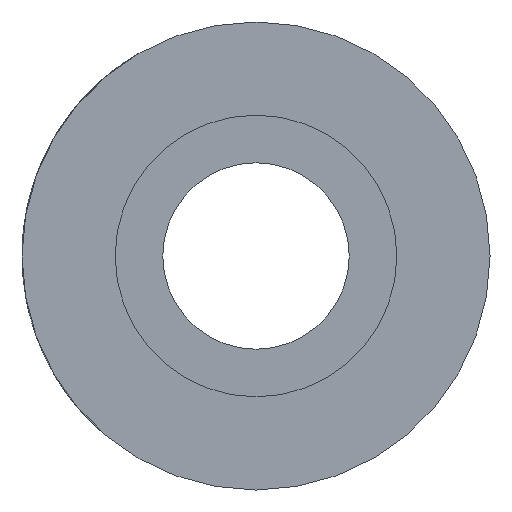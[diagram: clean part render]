
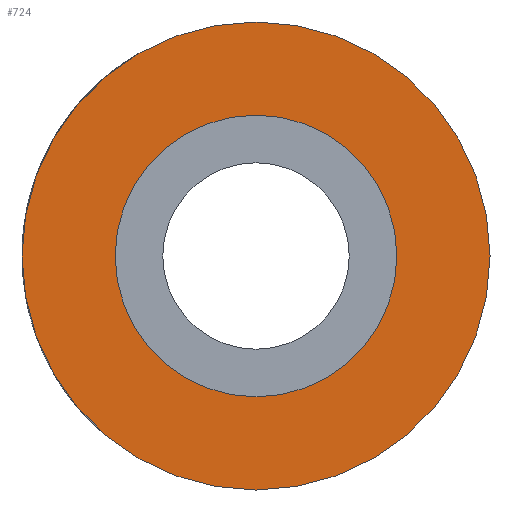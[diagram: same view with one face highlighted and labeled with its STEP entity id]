
A CAD part, left-side view. The second image highlights one B-rep face of the part: STEP entity #724.
In plain terms, the highlighted planar face has unit normal (-1, 0, 0).
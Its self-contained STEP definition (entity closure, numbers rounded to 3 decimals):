
#45 = ORIENTED_EDGE ( 'NONE', *, *, #2212, .F. ) ;
#342 = CARTESIAN_POINT ( 'NONE',  ( 0., 0., 0. ) ) ;
#497 = CARTESIAN_POINT ( 'NONE',  ( 0., 0., 0. ) ) ;
#724 = ADVANCED_FACE ( 'NONE', ( #1922, #4205 ), #7132, .F. ) ;
#1614 = CIRCLE ( 'NONE', #8423, 6.8 ) ;
#1922 = FACE_BOUND ( 'NONE', #2496, .T. ) ;
#2212 = EDGE_CURVE ( 'NONE', #2785, #6161, #7582, .T. ) ;
#2448 = ORIENTED_EDGE ( 'NONE', *, *, #2764, .T. ) ;
#2496 = EDGE_LOOP ( 'NONE', ( #45, #5592 ) ) ;
#2615 = DIRECTION ( 'NONE',  ( 1., 0., 0. ) ) ;
#2764 = EDGE_CURVE ( 'NONE', #5366, #9677, #3466, .T. ) ;
#2785 = VERTEX_POINT ( 'NONE', #2851 ) ;
#2802 = DIRECTION ( 'NONE',  ( -1., 0., 0. ) ) ;
#2851 = CARTESIAN_POINT ( 'NONE',  ( 0., 0., 6.8 ) ) ;
#3422 = ORIENTED_EDGE ( 'NONE', *, *, #4524, .T. ) ;
#3466 = CIRCLE ( 'NONE', #6631, 11.3 ) ;
#4205 = FACE_OUTER_BOUND ( 'NONE', #4405, .T. ) ;
#4252 = CARTESIAN_POINT ( 'NONE',  ( 0., 0., 0. ) ) ;
#4343 = DIRECTION ( 'NONE',  ( 0., 0., 1. ) ) ;
#4405 = EDGE_LOOP ( 'NONE', ( #2448, #3422 ) ) ;
#4524 = EDGE_CURVE ( 'NONE', #9677, #5366, #6512, .T. ) ;
#4605 = AXIS2_PLACEMENT_3D ( 'NONE', #4771, #8532, #8484 ) ;
#4771 = CARTESIAN_POINT ( 'NONE',  ( 0., 0., 0. ) ) ;
#5366 = VERTEX_POINT ( 'NONE', #5961 ) ;
#5370 = AXIS2_PLACEMENT_3D ( 'NONE', #4252, #9594, #8159 ) ;
#5475 = CARTESIAN_POINT ( 'NONE',  ( 0., 0., -6.8 ) ) ;
#5592 = ORIENTED_EDGE ( 'NONE', *, *, #8335, .F. ) ;
#5607 = CARTESIAN_POINT ( 'NONE',  ( 0., 0., -11.3 ) ) ;
#5694 = DIRECTION ( 'NONE',  ( 0., 0., -1. ) ) ;
#5782 = CARTESIAN_POINT ( 'NONE',  ( 0., 0., 0. ) ) ;
#5961 = CARTESIAN_POINT ( 'NONE',  ( 0., 0., 11.3 ) ) ;
#6161 = VERTEX_POINT ( 'NONE', #5475 ) ;
#6512 = CIRCLE ( 'NONE', #4605, 11.3 ) ;
#6590 = DIRECTION ( 'NONE',  ( 0., 0., -1. ) ) ;
#6631 = AXIS2_PLACEMENT_3D ( 'NONE', #5782, #2802, #4343 ) ;
#7132 = PLANE ( 'NONE',  #9021 ) ;
#7582 = CIRCLE ( 'NONE', #5370, 6.8 ) ;
#8159 = DIRECTION ( 'NONE',  ( 0., 0., -1. ) ) ;
#8335 = EDGE_CURVE ( 'NONE', #6161, #2785, #1614, .T. ) ;
#8423 = AXIS2_PLACEMENT_3D ( 'NONE', #497, #9559, #6590 ) ;
#8484 = DIRECTION ( 'NONE',  ( 0., 0., 1. ) ) ;
#8532 = DIRECTION ( 'NONE',  ( -1., 0., 0. ) ) ;
#9021 = AXIS2_PLACEMENT_3D ( 'NONE', #342, #2615, #5694 ) ;
#9559 = DIRECTION ( 'NONE',  ( -1., 0., 0. ) ) ;
#9594 = DIRECTION ( 'NONE',  ( -1., 0., 0. ) ) ;
#9677 = VERTEX_POINT ( 'NONE', #5607 ) ;
